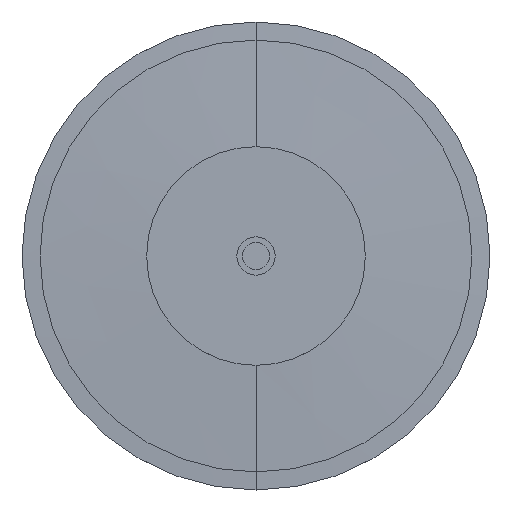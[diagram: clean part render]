
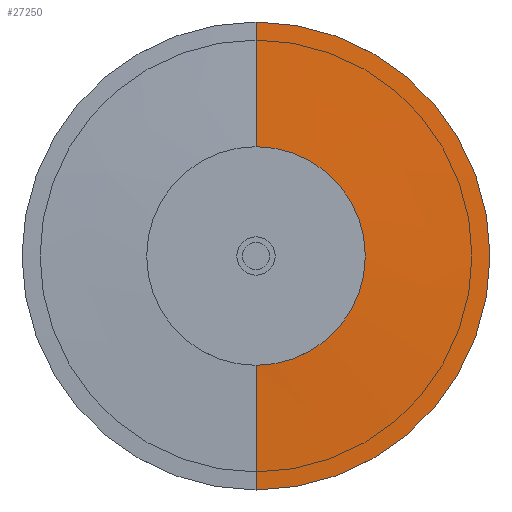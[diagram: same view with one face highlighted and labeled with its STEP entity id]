
A CAD part, top view. The second image highlights one B-rep face of the part: STEP entity #27250.
In plain terms, the highlighted conical face has half-angle 87.5 degrees and reference radius 42.8 mm.
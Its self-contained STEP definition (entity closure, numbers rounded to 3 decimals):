
#26730=CARTESIAN_POINT('',(42.,48.,0.));
#26740=DIRECTION('',(0.,0.,1.));
#26750=DIRECTION('',(1.,0.,0.));
#26760=AXIS2_PLACEMENT_3D('',#26730,#26740,#26750);
#26770=CIRCLE('',#26760,20.);
#26780=CARTESIAN_POINT('',(62.,48.,0.));
#26790=VERTEX_POINT('',#26780);
#26800=CARTESIAN_POINT('',(42.,68.,0.));
#26810=VERTEX_POINT('',#26800);
#26820=EDGE_CURVE('',#26790,#26810,#26770,.T.);
#26840=CARTESIAN_POINT('',(42.,28.,0.));
#26850=VERTEX_POINT('',#26840);
#26880=EDGE_CURVE('',#26850,#26790,#26770,.T.);
#26930=CARTESIAN_POINT('',(42.,48.,0.995));
#26940=DIRECTION('',(0.,0.,1.));
#26950=DIRECTION('',(0.,1.,0.));
#26960=AXIS2_PLACEMENT_3D('',#26930,#26940,#26950);
#26970=CONICAL_SURFACE('',#26960,42.8,1.527);
#26980=CARTESIAN_POINT('',(42.,5.2,0.995));
#26990=DIRECTION('',(0.,-0.999,
0.044));
#27000=VECTOR('',#26990,42.841);
#27010=LINE('',#26980,#27000);
#27020=CARTESIAN_POINT('',(42.,5.2,0.995));
#27030=VERTEX_POINT('',#27020);
#27040=EDGE_CURVE('',#26850,#27030,#27010,.T.);
#27050=ORIENTED_EDGE('',*,*,#27040,.F.);
#27060=CARTESIAN_POINT('',(42.,48.,0.995));
#27070=DIRECTION('',(0.,0.,1.));
#27080=DIRECTION('',(0.,1.,0.));
#27090=AXIS2_PLACEMENT_3D('',#27060,#27070,#27080);
#27100=CIRCLE('',#27090,42.8);
#27110=CARTESIAN_POINT('',(42.,90.8,0.995));
#27120=VERTEX_POINT('',#27110);
#27130=EDGE_CURVE('',#27030,#27120,#27100,.T.);
#27140=ORIENTED_EDGE('',*,*,#27130,.F.);
#27150=CARTESIAN_POINT('',(42.,90.8,0.995));
#27160=DIRECTION('',(0.,0.999,0.044));
#27170=VECTOR('',#27160,42.841);
#27180=LINE('',#27150,#27170);
#27190=EDGE_CURVE('',#26810,#27120,#27180,.T.);
#27200=ORIENTED_EDGE('',*,*,#27190,.T.);
#27210=ORIENTED_EDGE('',*,*,#26820,.T.);
#27220=ORIENTED_EDGE('',*,*,#26880,.T.);
#27230=EDGE_LOOP('',(#27220,#27210,#27200,#27140,#27050));
#27240=FACE_OUTER_BOUND('',#27230,.T.);
#27250=ADVANCED_FACE('',(#27240),#26970,.T.);
